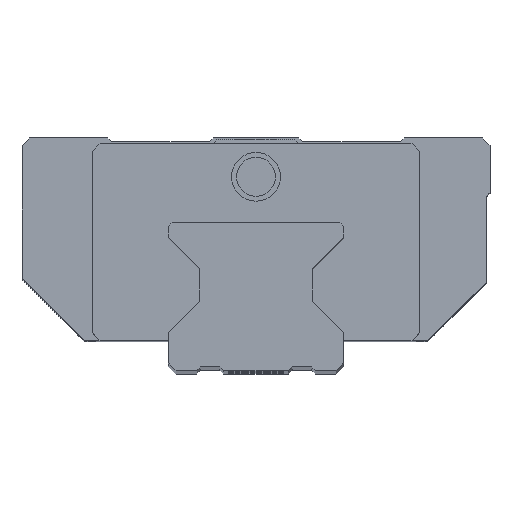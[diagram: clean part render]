
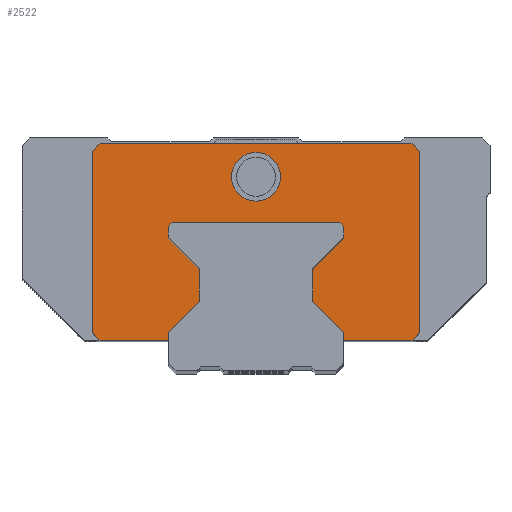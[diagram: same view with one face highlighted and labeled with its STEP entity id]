
A CAD part, top view. The second image highlights one B-rep face of the part: STEP entity #2522.
In plain terms, the highlighted planar face has unit normal (0, 0, 1).
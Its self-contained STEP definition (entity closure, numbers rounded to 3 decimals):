
#289=DIRECTION('',(1.,0.,0.));
#290=VECTOR('',#289,17.5);
#291=CARTESIAN_POINT('',(22.5,8.,93.5));
#292=LINE('',#291,#290);
#441=DIRECTION('',(0.707,-0.707,0.));
#442=VECTOR('',#441,2.828);
#443=CARTESIAN_POINT('',(40.,58.5,93.5));
#444=LINE('',#443,#442);
#445=DIRECTION('',(-0.707,-0.707,0.));
#446=VECTOR('',#445,2.828);
#447=CARTESIAN_POINT('',(42.,10.,93.5));
#448=LINE('',#447,#446);
#449=DIRECTION('',(-0.707,0.707,0.));
#450=VECTOR('',#449,11.314);
#451=CARTESIAN_POINT('',(22.5,9.796,93.5));
#452=LINE('',#451,#450);
#453=DIRECTION('',(0.707,0.707,0.));
#454=VECTOR('',#453,11.314);
#455=CARTESIAN_POINT('',(14.5,26.204,93.5));
#456=LINE('',#455,#454);
#457=DIRECTION('',(-0.707,0.707,0.));
#458=VECTOR('',#457,1.414);
#459=CARTESIAN_POINT('',(22.5,37.,93.5));
#460=LINE('',#459,#458);
#461=DIRECTION('',(-0.707,-0.707,0.));
#462=VECTOR('',#461,1.414);
#463=CARTESIAN_POINT('',(-21.5,38.,93.5));
#464=LINE('',#463,#462);
#465=DIRECTION('',(0.707,-0.707,0.));
#466=VECTOR('',#465,11.314);
#467=CARTESIAN_POINT('',(-22.5,34.204,93.5));
#468=LINE('',#467,#466);
#469=DIRECTION('',(-0.707,-0.707,0.));
#470=VECTOR('',#469,11.314);
#471=CARTESIAN_POINT('',(-14.5,17.796,93.5));
#472=LINE('',#471,#470);
#473=DIRECTION('',(-0.707,0.707,0.));
#474=VECTOR('',#473,2.828);
#475=CARTESIAN_POINT('',(-40.,8.,93.5));
#476=LINE('',#475,#474);
#477=DIRECTION('',(0.707,0.707,0.));
#478=VECTOR('',#477,2.828);
#479=CARTESIAN_POINT('',(-42.,56.5,93.5));
#480=LINE('',#479,#478);
#481=CARTESIAN_POINT('',(0.,50.,93.5));
#482=DIRECTION('',(0.,0.,1.));
#483=DIRECTION('',(0.,-1.,0.));
#484=AXIS2_PLACEMENT_3D('',#481,#482,#483);
#486=CARTESIAN_POINT('',(0.,50.,93.5));
#487=DIRECTION('',(0.,0.,1.));
#488=DIRECTION('',(0.,1.,0.));
#489=AXIS2_PLACEMENT_3D('',#486,#487,#488);
#491=DIRECTION('',(-1.,0.,0.));
#492=VECTOR('',#491,80.);
#493=CARTESIAN_POINT('',(40.,58.5,93.5));
#494=LINE('',#493,#492);
#515=DIRECTION('',(0.,-1.,0.));
#516=VECTOR('',#515,46.5);
#517=CARTESIAN_POINT('',(-42.,56.5,93.5));
#518=LINE('',#517,#516);
#569=DIRECTION('',(1.,0.,0.));
#570=VECTOR('',#569,17.5);
#571=CARTESIAN_POINT('',(-40.,8.,93.5));
#572=LINE('',#571,#570);
#833=DIRECTION('',(1.,0.,0.));
#834=VECTOR('',#833,43.);
#835=CARTESIAN_POINT('',(-21.5,38.,93.5));
#836=LINE('',#835,#834);
#865=DIRECTION('',(0.,1.,0.));
#866=VECTOR('',#865,2.796);
#867=CARTESIAN_POINT('',(-22.5,34.204,93.5));
#868=LINE('',#867,#866);
#877=DIRECTION('',(0.,1.,0.));
#878=VECTOR('',#877,8.407);
#879=CARTESIAN_POINT('',(-14.5,17.796,93.5));
#880=LINE('',#879,#878);
#889=DIRECTION('',(0.,1.,0.));
#890=VECTOR('',#889,1.796);
#891=CARTESIAN_POINT('',(-22.5,8.,93.5));
#892=LINE('',#891,#890);
#1191=DIRECTION('',(0.,-1.,0.));
#1192=VECTOR('',#1191,2.796);
#1193=CARTESIAN_POINT('',(22.5,37.,93.5));
#1194=LINE('',#1193,#1192);
#1203=DIRECTION('',(0.,-1.,0.));
#1204=VECTOR('',#1203,8.407);
#1205=CARTESIAN_POINT('',(14.5,26.204,93.5));
#1206=LINE('',#1205,#1204);
#1215=DIRECTION('',(0.,-1.,0.));
#1216=VECTOR('',#1215,1.796);
#1217=CARTESIAN_POINT('',(22.5,9.796,93.5));
#1218=LINE('',#1217,#1216);
#1403=DIRECTION('',(0.,1.,0.));
#1404=VECTOR('',#1403,46.5);
#1405=CARTESIAN_POINT('',(42.,10.,93.5));
#1406=LINE('',#1405,#1404);
#1553=CARTESIAN_POINT('',(42.,10.,93.5));
#1554=VERTEX_POINT('',#1553);
#1555=CARTESIAN_POINT('',(42.,56.5,93.5));
#1556=VERTEX_POINT('',#1555);
#1619=CARTESIAN_POINT('',(40.,8.,93.5));
#1620=VERTEX_POINT('',#1619);
#1629=CARTESIAN_POINT('',(22.5,8.,93.5));
#1630=VERTEX_POINT('',#1629);
#1728=CARTESIAN_POINT('',(-40.,8.,93.5));
#1729=VERTEX_POINT('',#1728);
#1730=CARTESIAN_POINT('',(-22.5,8.,93.5));
#1731=VERTEX_POINT('',#1730);
#1751=CARTESIAN_POINT('',(-42.,10.,93.5));
#1752=VERTEX_POINT('',#1751);
#1753=CARTESIAN_POINT('',(-42.,56.5,93.5));
#1754=VERTEX_POINT('',#1753);
#1767=CARTESIAN_POINT('',(-40.,58.5,93.5));
#1768=VERTEX_POINT('',#1767);
#1769=CARTESIAN_POINT('',(40.,58.5,93.5));
#1770=VERTEX_POINT('',#1769);
#1775=CARTESIAN_POINT('',(22.5,9.796,93.5));
#1776=VERTEX_POINT('',#1775);
#1777=CARTESIAN_POINT('',(14.5,17.796,93.5));
#1778=VERTEX_POINT('',#1777);
#1779=CARTESIAN_POINT('',(14.5,26.204,93.5));
#1780=VERTEX_POINT('',#1779);
#1781=CARTESIAN_POINT('',(22.5,34.204,93.5));
#1782=VERTEX_POINT('',#1781);
#1783=CARTESIAN_POINT('',(22.5,37.,93.5));
#1784=VERTEX_POINT('',#1783);
#1785=CARTESIAN_POINT('',(21.5,38.,93.5));
#1786=VERTEX_POINT('',#1785);
#1787=CARTESIAN_POINT('',(-21.5,38.,93.5));
#1788=VERTEX_POINT('',#1787);
#1789=CARTESIAN_POINT('',(-22.5,37.,93.5));
#1790=VERTEX_POINT('',#1789);
#1791=CARTESIAN_POINT('',(-22.5,34.204,93.5));
#1792=VERTEX_POINT('',#1791);
#1793=CARTESIAN_POINT('',(-14.5,26.204,93.5));
#1794=VERTEX_POINT('',#1793);
#1795=CARTESIAN_POINT('',(-14.5,17.796,93.5));
#1796=VERTEX_POINT('',#1795);
#1797=CARTESIAN_POINT('',(-22.5,9.796,93.5));
#1798=VERTEX_POINT('',#1797);
#1799=CARTESIAN_POINT('',(0.,43.75,93.5));
#1800=CARTESIAN_POINT('',(0.,56.25,93.5));
#1801=VERTEX_POINT('',#1799);
#1802=VERTEX_POINT('',#1800);
#2467=CARTESIAN_POINT('',(0.,0.,93.5));
#2468=DIRECTION('',(0.,0.,1.));
#2469=DIRECTION('',(1.,0.,0.));
#2470=AXIS2_PLACEMENT_3D('',#2467,#2468,#2469);
#2471=PLANE('',#2470);
#2473=ORIENTED_EDGE('',*,*,#2472,.F.);
#2475=ORIENTED_EDGE('',*,*,#2474,.T.);
#2477=ORIENTED_EDGE('',*,*,#2476,.F.);
#2478=ORIENTED_EDGE('',*,*,#2460,.T.);
#2479=ORIENTED_EDGE('',*,*,#2296,.F.);
#2481=ORIENTED_EDGE('',*,*,#2480,.F.);
#2483=ORIENTED_EDGE('',*,*,#2482,.T.);
#2485=ORIENTED_EDGE('',*,*,#2484,.F.);
#2487=ORIENTED_EDGE('',*,*,#2486,.T.);
#2489=ORIENTED_EDGE('',*,*,#2488,.F.);
#2491=ORIENTED_EDGE('',*,*,#2490,.T.);
#2493=ORIENTED_EDGE('',*,*,#2492,.F.);
#2495=ORIENTED_EDGE('',*,*,#2494,.T.);
#2497=ORIENTED_EDGE('',*,*,#2496,.F.);
#2499=ORIENTED_EDGE('',*,*,#2498,.T.);
#2501=ORIENTED_EDGE('',*,*,#2500,.F.);
#2503=ORIENTED_EDGE('',*,*,#2502,.T.);
#2505=ORIENTED_EDGE('',*,*,#2504,.F.);
#2507=ORIENTED_EDGE('',*,*,#2506,.F.);
#2509=ORIENTED_EDGE('',*,*,#2508,.T.);
#2511=ORIENTED_EDGE('',*,*,#2510,.F.);
#2513=ORIENTED_EDGE('',*,*,#2512,.T.);
#2514=EDGE_LOOP('',(#2473,#2475,#2477,#2478,#2479,#2481,#2483,#2485,#2487,#2489,
#2491,#2493,#2495,#2497,#2499,#2501,#2503,#2505,#2507,#2509,#2511,#2513));
#2515=FACE_OUTER_BOUND('',#2514,.F.);
#2517=ORIENTED_EDGE('',*,*,#2516,.T.);
#2519=ORIENTED_EDGE('',*,*,#2518,.T.);
#2520=EDGE_LOOP('',(#2517,#2519));
#2521=FACE_BOUND('',#2520,.F.);
#2522=ADVANCED_FACE('',(#2515,#2521),#2471,.T.);
#485=CIRCLE('',#484,6.25);
#490=CIRCLE('',#489,6.25);
#2296=EDGE_CURVE('',#1630,#1620,#292,.T.);
#2460=EDGE_CURVE('',#1554,#1620,#448,.T.);
#2472=EDGE_CURVE('',#1770,#1768,#494,.T.);
#2474=EDGE_CURVE('',#1770,#1556,#444,.T.);
#2476=EDGE_CURVE('',#1554,#1556,#1406,.T.);
#2480=EDGE_CURVE('',#1776,#1630,#1218,.T.);
#2482=EDGE_CURVE('',#1776,#1778,#452,.T.);
#2484=EDGE_CURVE('',#1780,#1778,#1206,.T.);
#2486=EDGE_CURVE('',#1780,#1782,#456,.T.);
#2488=EDGE_CURVE('',#1784,#1782,#1194,.T.);
#2490=EDGE_CURVE('',#1784,#1786,#460,.T.);
#2492=EDGE_CURVE('',#1788,#1786,#836,.T.);
#2494=EDGE_CURVE('',#1788,#1790,#464,.T.);
#2496=EDGE_CURVE('',#1792,#1790,#868,.T.);
#2498=EDGE_CURVE('',#1792,#1794,#468,.T.);
#2500=EDGE_CURVE('',#1796,#1794,#880,.T.);
#2502=EDGE_CURVE('',#1796,#1798,#472,.T.);
#2504=EDGE_CURVE('',#1731,#1798,#892,.T.);
#2506=EDGE_CURVE('',#1729,#1731,#572,.T.);
#2508=EDGE_CURVE('',#1729,#1752,#476,.T.);
#2510=EDGE_CURVE('',#1754,#1752,#518,.T.);
#2512=EDGE_CURVE('',#1754,#1768,#480,.T.);
#2516=EDGE_CURVE('',#1801,#1802,#485,.T.);
#2518=EDGE_CURVE('',#1802,#1801,#490,.T.);
